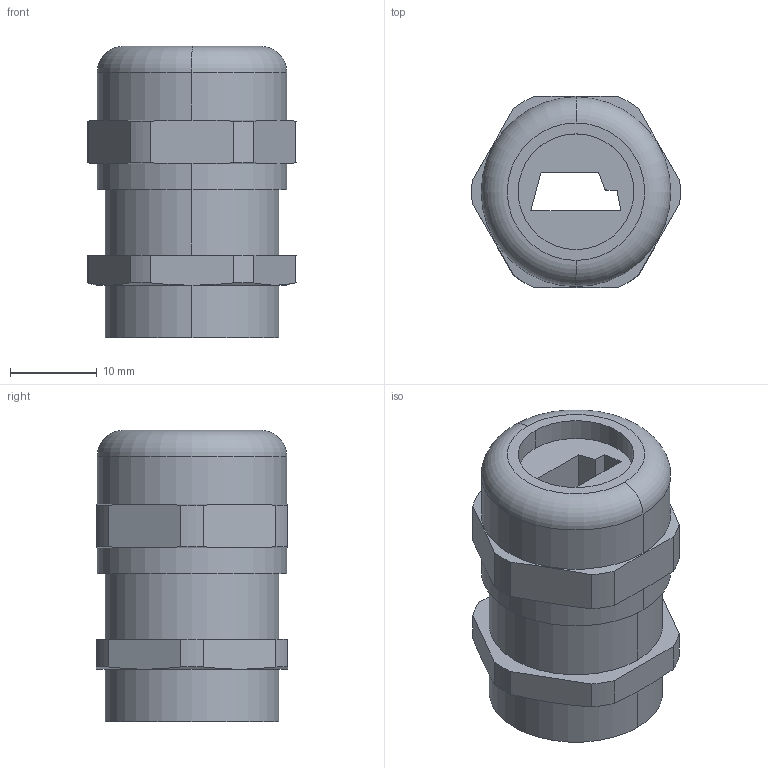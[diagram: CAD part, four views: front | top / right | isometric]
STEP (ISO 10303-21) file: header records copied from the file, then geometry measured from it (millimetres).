
FILE_DESCRIPTION(('Creo Elements/Direct Modeling STEP Export'),'2;1');
FILE_NAME('model.stp','2020-05-28T12:27:45',(''),(''),'Creo Elements/Direct Modeling STEP processor for AP214 (Solid Model)','Creo Elements/Direct Modeling 20.1A 29-Sep-2018 (C) Parametric Technology GmbH','');
FILE_SCHEMA(('AUTOMOTIVE_DESIGN { 1 0 10303 214 1 1 1 1 }'));
Length unit declared in the file: millimetre
Products named in the file (2): HC_M_KV_M20(1ASI)-select
Assembly tree (1 placements, depth 2):
  HC_M_KV_M20(1ASI)-select
    HC_M_KV_M20(1ASI)-select
Bounding box: 23.98 x 22 x 33.5 mm (x, y, z)
Volume: 7922.1 mm3; surface area: 4410.1 mm2
Topology: 1 solids, 1 shells, 57 faces, 144 edges, 94 vertices
Faces by surface type: plane 25, cylinder 24, cone 6, torus 2
Entity records: 2885 total; most frequent: CARTESIAN_POINT 1009, ORIENTED_EDGE 288, DIRECTION 276, EDGE_CURVE 144, AXIS2_PLACEMENT_3D 105, VERTEX_POINT 94, VECTOR 66, LINE 66
